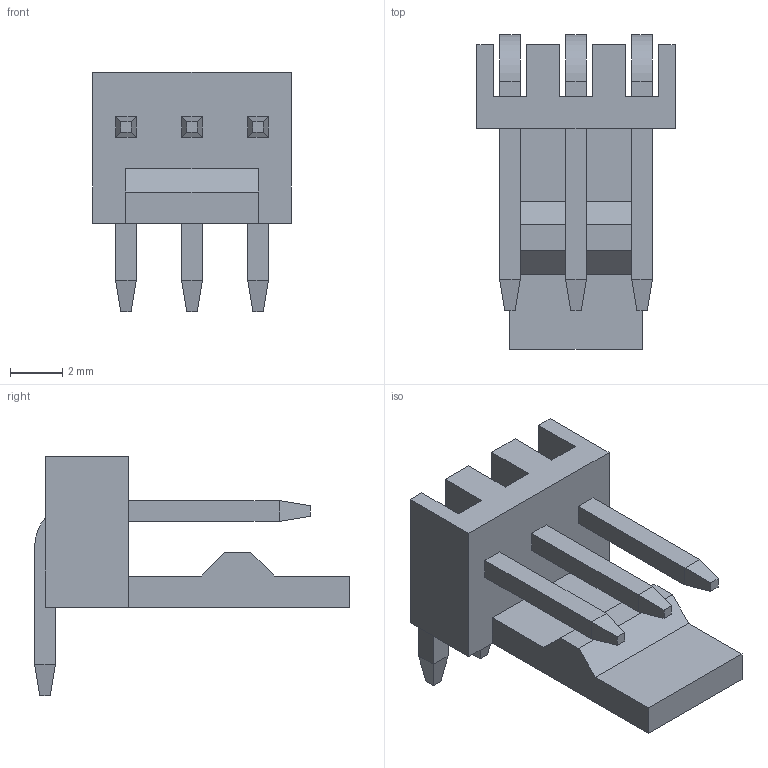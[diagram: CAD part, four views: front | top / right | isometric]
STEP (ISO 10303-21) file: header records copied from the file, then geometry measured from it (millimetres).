
FILE_DESCRIPTION (( 'STEP AP203' ), '1' );
FILE_NAME ('CONN-TH_ KF2510-3AW.step', '2021-05-02T17:27:18', ( '' ), ( '' ), 'SwSTEP 2.0', 'SolidWorks 2020', '' );
FILE_SCHEMA (( 'CONFIG_CONTROL_DESIGN' ));
Length unit declared in the file: millimetre
Products named in the file (1): CONN-TH_ KF2510-3AW
Bounding box: 7.62 x 12.1 x 9.2 mm (x, y, z)
Volume: 185.6 mm3; surface area: 483.2 mm2
Topology: 1 solids, 1 shells, 214 faces, 573 edges, 374 vertices
Faces by surface type: plane 160, bspline 48, cylinder 6
Entity records: 8570 total; most frequent: CARTESIAN_POINT 3474, ORIENTED_EDGE 1146, DIRECTION 823, EDGE_CURVE 573, LINE 465, VECTOR 465, VERTEX_POINT 374, EDGE_LOOP 227
